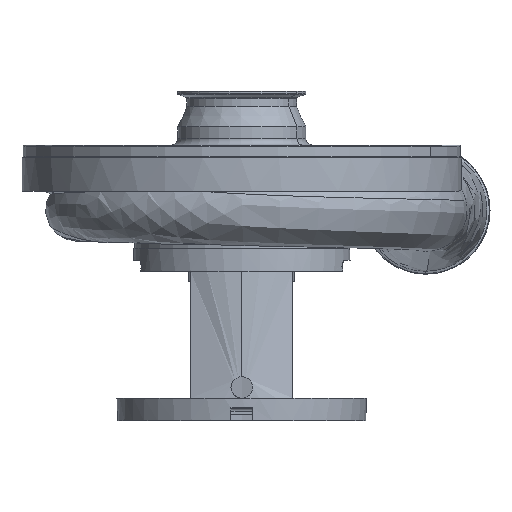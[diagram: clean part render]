
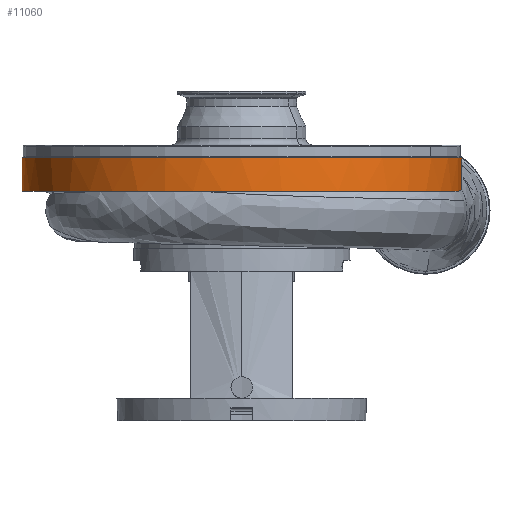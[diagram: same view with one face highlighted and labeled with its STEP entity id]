
A CAD part, front view. The second image highlights one B-rep face of the part: STEP entity #11060.
In plain terms, the highlighted cylindrical face has radius 204 mm (diameter 408 mm), a partial arc.
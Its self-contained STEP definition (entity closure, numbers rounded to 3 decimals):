
#383 = AXIS2_PLACEMENT_3D ( 'NONE', #23699, #15643, #21623 ) ;
#578 = CARTESIAN_POINT ( 'NONE',  ( 201.074, -34.428, 216. ) ) ;
#627 = CARTESIAN_POINT ( 'NONE',  ( -203.998, 1.005, 247. ) ) ;
#755 = AXIS2_PLACEMENT_3D ( 'NONE', #2798, #6966, #19071 ) ;
#1435 = CARTESIAN_POINT ( 'NONE',  ( 203.998, -1.005, 217.348 ) ) ;
#1891 = DIRECTION ( 'NONE',  ( 0., 0., 1. ) ) ;
#2200 = VERTEX_POINT ( 'NONE', #1435 ) ;
#2415 = ORIENTED_EDGE ( 'NONE', *, *, #11685, .T. ) ;
#2671 = VERTEX_POINT ( 'NONE', #5940 ) ;
#2798 = CARTESIAN_POINT ( 'NONE',  ( 0., 0., 247. ) ) ;
#4122 = VERTEX_POINT ( 'NONE', #578 ) ;
#5350 = VERTEX_POINT ( 'NONE', #15530 ) ;
#5940 = CARTESIAN_POINT ( 'NONE',  ( -203.998, 1.005, 216. ) ) ;
#6141 = CIRCLE ( 'NONE', #755, 204. ) ;
#6882 = ORIENTED_EDGE ( 'NONE', *, *, #21817, .F. ) ;
#6966 = DIRECTION ( 'NONE',  ( 0., 0., 1. ) ) ;
#7250 = DIRECTION ( 'NONE',  ( 1., -0.005, 0. ) ) ;
#7704 = CYLINDRICAL_SURFACE ( 'NONE', #383, 204. ) ;
#8088 = CARTESIAN_POINT ( 'NONE',  ( 203.998, -1.005, 253.139 ) ) ;
#9118 = CIRCLE ( 'NONE', #23655, 204. ) ;
#9145 = CARTESIAN_POINT ( 'NONE',  ( 203.711, -12.217, 217.159 ) ) ;
#9268 = CARTESIAN_POINT ( 'NONE',  ( 201.962, -28.896, 216.302 ) ) ;
#9532 = CARTESIAN_POINT ( 'NONE',  ( 203.998, -1.005, 217.348 ) ) ;
#9706 = VERTEX_POINT ( 'NONE', #627 ) ;
#9946 = VECTOR ( 'NONE', #18086, 1000. ) ;
#11060 = ADVANCED_FACE ( 'NONE', ( #13546 ), #7704, .T. ) ;
#11116 = VECTOR ( 'NONE', #1891, 1000. ) ;
#11171 = EDGE_CURVE ( 'NONE', #2200, #5350, #22383, .T. ) ;
#11685 = EDGE_CURVE ( 'NONE', #2671, #4122, #9118, .T. ) ;
#12284 = EDGE_CURVE ( 'NONE', #9706, #5350, #6141, .T. ) ;
#12998 = EDGE_LOOP ( 'NONE', ( #6882, #2415, #21202, #13513, #21222 ) ) ;
#13432 = CARTESIAN_POINT ( 'NONE',  ( 202.98, -20.57, 216.759 ) ) ;
#13513 = ORIENTED_EDGE ( 'NONE', *, *, #11171, .T. ) ;
#13546 = FACE_OUTER_BOUND ( 'NONE', #12998, .T. ) ;
#13554 = CARTESIAN_POINT ( 'NONE',  ( 201.074, -34.428, 216. ) ) ;
#13935 = EDGE_CURVE ( 'NONE', #4122, #2200, #15816, .T. ) ;
#15530 = CARTESIAN_POINT ( 'NONE',  ( 203.998, -1.005, 247. ) ) ;
#15643 = DIRECTION ( 'NONE',  ( 0., 0., 1. ) ) ;
#15816 = B_SPLINE_CURVE_WITH_KNOTS ( 'NONE', 3,
 ( #13554, #19170, #9268, #17210, #13432, #9145, #25120, #9532 ),
 .UNSPECIFIED., .F., .F.,
 ( 4, 2, 2, 4 ),
 ( 0., 0.008, 0.017, 0.034 ),
 .UNSPECIFIED. ) ;
#17146 = CARTESIAN_POINT ( 'NONE',  ( 0., 0., 216. ) ) ;
#17210 = CARTESIAN_POINT ( 'NONE',  ( 202.679, -23.349, 216.608 ) ) ;
#18086 = DIRECTION ( 'NONE',  ( 0., 0., 1. ) ) ;
#19071 = DIRECTION ( 'NONE',  ( 1., -0.005, 0. ) ) ;
#19170 = CARTESIAN_POINT ( 'NONE',  ( 201.547, -31.665, 216.148 ) ) ;
#21202 = ORIENTED_EDGE ( 'NONE', *, *, #13935, .T. ) ;
#21222 = ORIENTED_EDGE ( 'NONE', *, *, #12284, .F. ) ;
#21623 = DIRECTION ( 'NONE',  ( 1., -0.005, 0. ) ) ;
#21817 = EDGE_CURVE ( 'NONE', #2671, #9706, #25445, .T. ) ;
#22383 = LINE ( 'NONE', #8088, #9946 ) ;
#23655 = AXIS2_PLACEMENT_3D ( 'NONE', #17146, #25063, #7250 ) ;
#23699 = CARTESIAN_POINT ( 'NONE',  ( 0., 0., 253.139 ) ) ;
#25063 = DIRECTION ( 'NONE',  ( 0., 0., 1. ) ) ;
#25120 = CARTESIAN_POINT ( 'NONE',  ( 203.97, -6.625, 217.356 ) ) ;
#25445 = LINE ( 'NONE', #25699, #11116 ) ;
#25699 = CARTESIAN_POINT ( 'NONE',  ( -203.998, 1.005, 253.139 ) ) ;
